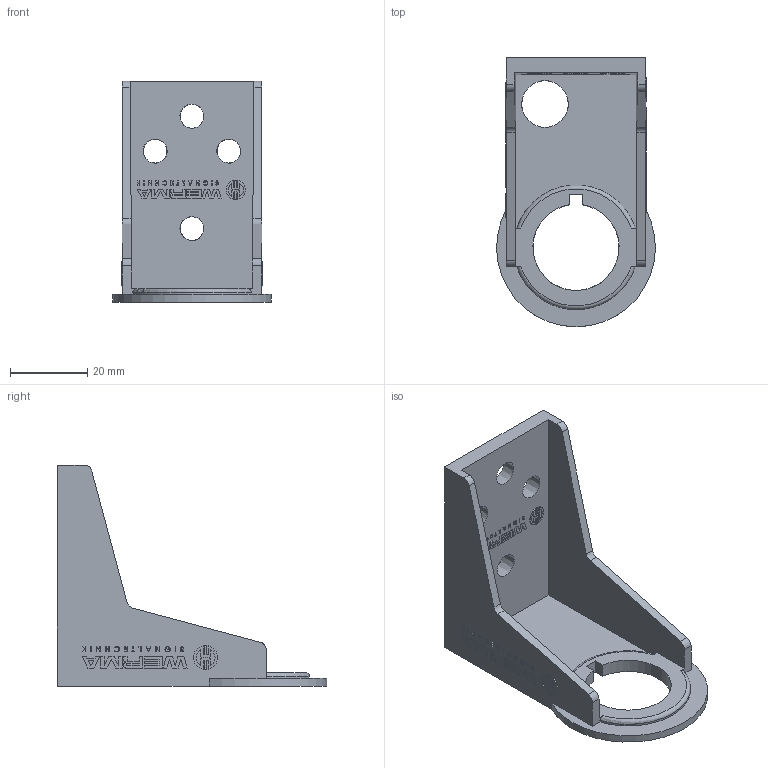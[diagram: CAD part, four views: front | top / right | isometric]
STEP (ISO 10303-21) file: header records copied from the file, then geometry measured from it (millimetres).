
FILE_DESCRIPTION(/* description */ ('Customer part'),/* implementation_level */ '2;1');
FILE_NAME(/* name */ '800000010055_PRT_000.step',/* time_stamp */ '2018-07-16T18:17:44+02:00',/* author */ ('IMPORT'),/* organization */ ('WERMA Signaltechnik GmbH+Co.KG'),/* preprocessor_version */ 'ST-DEVELOPER v17',/* originating_system */ 'Autodesk Inventor 2018',/* authorisation */ 'public');
FILE_SCHEMA (('AUTOMOTIVE_DESIGN { 1 0 10303 214 3 1 1 }'));
Length unit declared in the file: millimetre
Products named in the file (1): 800000010055
Bounding box: 40.99 x 69.5 x 57.1 mm (x, y, z)
Volume: 15259.4 mm3; surface area: 14344.9 mm2
Topology: 1 solids, 1 shells, 1052 faces, 2860 edges, 1908 vertices
Faces by surface type: plane 850, cylinder 155, bspline 36, cone 9, torus 2
Entity records: 35079 total; most frequent: CARTESIAN_POINT 8168, ORIENTED_EDGE 5720, DIRECTION 5220, EDGE_CURVE 2860, LINE 2378, VECTOR 2378, VERTEX_POINT 1908, AXIS2_PLACEMENT_3D 1421
